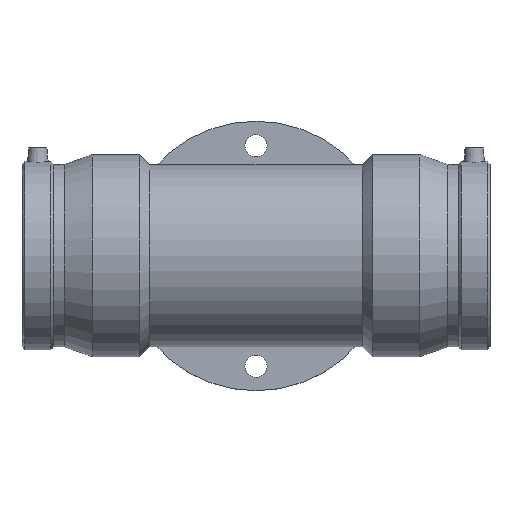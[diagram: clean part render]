
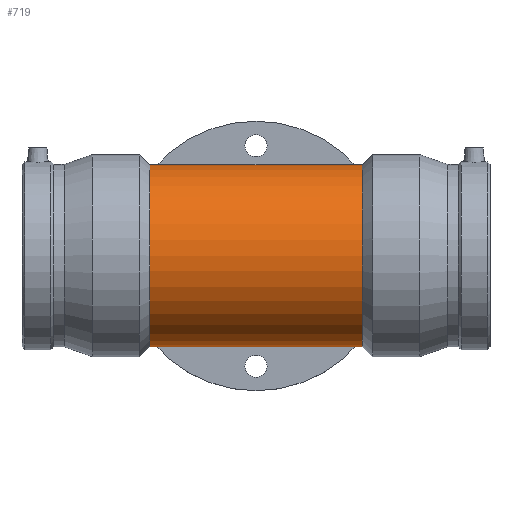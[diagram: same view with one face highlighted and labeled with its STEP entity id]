
A CAD part, top view. The second image highlights one B-rep face of the part: STEP entity #719.
In plain terms, the highlighted cylindrical face has radius 74.25 mm (diameter 148.5 mm), a full revolution.
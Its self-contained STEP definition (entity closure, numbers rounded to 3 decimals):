
#79=FACE_BOUND('',#331,.T.);
#80=FACE_BOUND('',#332,.T.);
#147=CIRCLE('',#807,74.25);
#148=CIRCLE('',#808,74.25);
#199=CYLINDRICAL_SURFACE('',#806,74.25);
#235=FACE_OUTER_BOUND('',#330,.T.);
#330=EDGE_LOOP('',(#616));
#331=EDGE_LOOP('',(#617));
#332=EDGE_LOOP('',(#618));
#416=B_SPLINE_CURVE_WITH_KNOTS('',3,(#1461,#1462,#1463,#1464,#1465,#1466,
#1467,#1468,#1469,#1470,#1471,#1472,#1473,#1474,#1475,#1476,#1477,#1478,
#1479,#1480,#1481,#1482,#1483,#1484,#1485,#1486,#1487,#1488,#1489,#1490,
#1491,#1492,#1493,#1494,#1495,#1496,#1497,#1498,#1499,#1500,#1501,#1502,
#1503,#1504,#1505,#1506,#1507,#1508,#1509,#1510,#1511,#1512,#1513,#1514,
#1515,#1516,#1517,#1518,#1519,#1520,#1521,#1522,#1523,#1524,#1525,#1526),
 .UNSPECIFIED.,.T.,.F.,(4,2,2,2,2,2,2,2,2,2,2,2,2,2,2,2,2,2,2,2,2,2,2,2,
2,2,2,2,2,2,2,2,4),(0.,1.307,2.615,3.922,
5.23,6.48,7.731,8.981,10.232,
11.482,12.733,13.983,15.234,16.541,
17.849,19.156,20.464,21.771,23.078,
24.386,25.693,26.944,28.194,29.445,
30.695,31.946,33.196,34.447,35.697,
37.005,38.312,39.62,40.927),
 .UNSPECIFIED.);
#439=VERTEX_POINT('',#1460);
#448=VERTEX_POINT('',#1553);
#449=VERTEX_POINT('',#1555);
#509=EDGE_CURVE('',#439,#439,#416,.T.);
#518=EDGE_CURVE('',#448,#448,#147,.T.);
#519=EDGE_CURVE('',#449,#449,#148,.T.);
#616=ORIENTED_EDGE('',*,*,#518,.F.);
#617=ORIENTED_EDGE('',*,*,#519,.T.);
#618=ORIENTED_EDGE('',*,*,#509,.T.);
#719=ADVANCED_FACE('',(#235,#79,#80),#199,.T.);
#806=AXIS2_PLACEMENT_3D('',#1552,#977,#978);
#807=AXIS2_PLACEMENT_3D('',#1554,#979,#980);
#808=AXIS2_PLACEMENT_3D('',#1556,#981,#982);
#977=DIRECTION('center_axis',(1.,0.,0.));
#978=DIRECTION('ref_axis',(0.,1.,0.));
#979=DIRECTION('center_axis',(1.,0.,0.));
#980=DIRECTION('ref_axis',(0.,0.,-1.));
#981=DIRECTION('center_axis',(1.,0.,0.));
#982=DIRECTION('ref_axis',(0.,0.,-1.));
#1460=CARTESIAN_POINT('',(0.,62.5,-40.085));
#1461=CARTESIAN_POINT('Ctrl Pts',(0.,62.5,-40.085));
#1462=CARTESIAN_POINT('Ctrl Pts',(-4.358,62.5,-40.085));
#1463=CARTESIAN_POINT('Ctrl Pts',(-8.611,62.045,-40.813));
#1464=CARTESIAN_POINT('Ctrl Pts',(-16.803,60.344,-43.289));
#1465=CARTESIAN_POINT('Ctrl Pts',(-20.745,59.097,-45.021));
#1466=CARTESIAN_POINT('Ctrl Pts',(-28.243,55.903,-48.931));
#1467=CARTESIAN_POINT('Ctrl Pts',(-31.801,53.953,-51.107));
#1468=CARTESIAN_POINT('Ctrl Pts',(-38.412,49.464,-55.463));
#1469=CARTESIAN_POINT('Ctrl Pts',(-41.464,46.924,-57.643));
#1470=CARTESIAN_POINT('Ctrl Pts',(-46.805,41.583,-61.599));
#1471=CARTESIAN_POINT('Ctrl Pts',(-49.313,38.606,-63.535));
#1472=CARTESIAN_POINT('Ctrl Pts',(-53.821,32.022,-67.094));
#1473=CARTESIAN_POINT('Ctrl Pts',(-55.823,28.415,-68.718));
#1474=CARTESIAN_POINT('Ctrl Pts',(-59.098,20.761,-71.404));
#1475=CARTESIAN_POINT('Ctrl Pts',(-60.375,16.704,-72.469));
#1476=CARTESIAN_POINT('Ctrl Pts',(-62.076,8.408,-73.892));
#1477=CARTESIAN_POINT('Ctrl Pts',(-62.5,4.168,-74.25));
#1478=CARTESIAN_POINT('Ctrl Pts',(-62.5,-4.168,-74.25));
#1479=CARTESIAN_POINT('Ctrl Pts',(-62.076,-8.408,-73.892));
#1480=CARTESIAN_POINT('Ctrl Pts',(-60.375,-16.704,-72.469));
#1481=CARTESIAN_POINT('Ctrl Pts',(-59.098,-20.761,-71.404));
#1482=CARTESIAN_POINT('Ctrl Pts',(-55.823,-28.415,-68.718));
#1483=CARTESIAN_POINT('Ctrl Pts',(-53.821,-32.022,-67.094));
#1484=CARTESIAN_POINT('Ctrl Pts',(-49.313,-38.606,-63.535));
#1485=CARTESIAN_POINT('Ctrl Pts',(-46.805,-41.583,-61.599));
#1486=CARTESIAN_POINT('Ctrl Pts',(-41.464,-46.924,-57.643));
#1487=CARTESIAN_POINT('Ctrl Pts',(-38.412,-49.464,-55.463));
#1488=CARTESIAN_POINT('Ctrl Pts',(-31.801,-53.953,-51.107));
#1489=CARTESIAN_POINT('Ctrl Pts',(-28.243,-55.903,-48.931));
#1490=CARTESIAN_POINT('Ctrl Pts',(-20.745,-59.097,-45.021));
#1491=CARTESIAN_POINT('Ctrl Pts',(-16.803,-60.344,-43.289));
#1492=CARTESIAN_POINT('Ctrl Pts',(-8.611,-62.045,-40.813));
#1493=CARTESIAN_POINT('Ctrl Pts',(-4.358,-62.5,-40.085));
#1494=CARTESIAN_POINT('Ctrl Pts',(4.358,-62.5,-40.085));
#1495=CARTESIAN_POINT('Ctrl Pts',(8.611,-62.045,-40.813));
#1496=CARTESIAN_POINT('Ctrl Pts',(16.803,-60.344,-43.289));
#1497=CARTESIAN_POINT('Ctrl Pts',(20.745,-59.097,-45.021));
#1498=CARTESIAN_POINT('Ctrl Pts',(28.243,-55.903,-48.931));
#1499=CARTESIAN_POINT('Ctrl Pts',(31.801,-53.953,-51.107));
#1500=CARTESIAN_POINT('Ctrl Pts',(38.412,-49.464,-55.463));
#1501=CARTESIAN_POINT('Ctrl Pts',(41.464,-46.924,-57.643));
#1502=CARTESIAN_POINT('Ctrl Pts',(46.805,-41.583,-61.599));
#1503=CARTESIAN_POINT('Ctrl Pts',(49.313,-38.606,-63.535));
#1504=CARTESIAN_POINT('Ctrl Pts',(53.821,-32.022,-67.094));
#1505=CARTESIAN_POINT('Ctrl Pts',(55.823,-28.415,-68.718));
#1506=CARTESIAN_POINT('Ctrl Pts',(59.098,-20.761,-71.404));
#1507=CARTESIAN_POINT('Ctrl Pts',(60.375,-16.704,-72.469));
#1508=CARTESIAN_POINT('Ctrl Pts',(62.076,-8.408,-73.892));
#1509=CARTESIAN_POINT('Ctrl Pts',(62.5,-4.168,-74.25));
#1510=CARTESIAN_POINT('Ctrl Pts',(62.5,4.168,-74.25));
#1511=CARTESIAN_POINT('Ctrl Pts',(62.076,8.408,-73.892));
#1512=CARTESIAN_POINT('Ctrl Pts',(60.375,16.704,-72.469));
#1513=CARTESIAN_POINT('Ctrl Pts',(59.098,20.761,-71.404));
#1514=CARTESIAN_POINT('Ctrl Pts',(55.823,28.415,-68.718));
#1515=CARTESIAN_POINT('Ctrl Pts',(53.821,32.022,-67.094));
#1516=CARTESIAN_POINT('Ctrl Pts',(49.313,38.606,-63.535));
#1517=CARTESIAN_POINT('Ctrl Pts',(46.805,41.583,-61.599));
#1518=CARTESIAN_POINT('Ctrl Pts',(41.464,46.924,-57.643));
#1519=CARTESIAN_POINT('Ctrl Pts',(38.412,49.464,-55.463));
#1520=CARTESIAN_POINT('Ctrl Pts',(31.801,53.953,-51.107));
#1521=CARTESIAN_POINT('Ctrl Pts',(28.243,55.903,-48.931));
#1522=CARTESIAN_POINT('Ctrl Pts',(20.745,59.097,-45.021));
#1523=CARTESIAN_POINT('Ctrl Pts',(16.803,60.344,-43.289));
#1524=CARTESIAN_POINT('Ctrl Pts',(8.611,62.045,-40.813));
#1525=CARTESIAN_POINT('Ctrl Pts',(4.358,62.5,-40.085));
#1526=CARTESIAN_POINT('Ctrl Pts',(0.,62.5,-40.085));
#1552=CARTESIAN_POINT('Origin',(0.,0.,0.));
#1553=CARTESIAN_POINT('',(86.905,74.25,0.));
#1554=CARTESIAN_POINT('Origin',(86.905,0.,0.));
#1555=CARTESIAN_POINT('',(-86.905,74.25,0.));
#1556=CARTESIAN_POINT('Origin',(-86.905,0.,0.));
